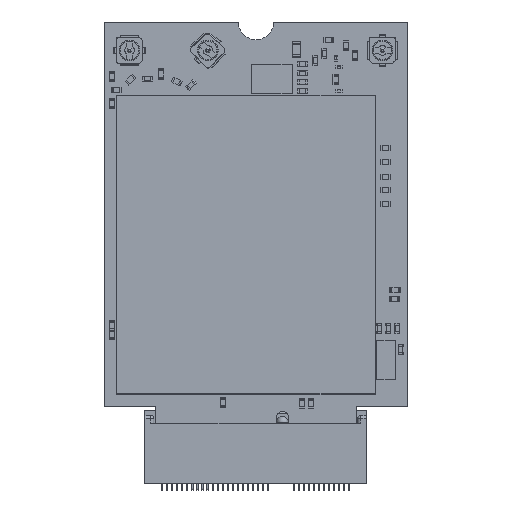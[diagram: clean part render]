
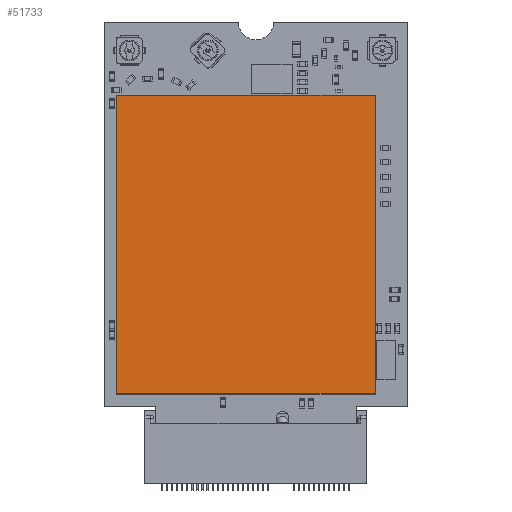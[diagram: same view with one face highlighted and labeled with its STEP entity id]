
A CAD part, top view. The second image highlights one B-rep face of the part: STEP entity #51733.
In plain terms, the highlighted planar face has unit normal (0, 0, 1).
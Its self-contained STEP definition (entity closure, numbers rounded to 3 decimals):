
#3027=PLANE('',#57536);
#6074=FACE_OUTER_BOUND('',#9835,.T.);
#9835=EDGE_LOOP('',(#45835,#45836,#45837,#45838));
#14162=LINE('',#87562,#18531);
#14165=LINE('',#87568,#18534);
#14168=LINE('',#87574,#18537);
#14171=LINE('',#87578,#18540);
#18531=VECTOR('',#72998,10.);
#18534=VECTOR('',#73003,10.);
#18537=VECTOR('',#73008,10.);
#18540=VECTOR('',#73013,10.);
#25501=VERTEX_POINT('',#87559);
#25502=VERTEX_POINT('',#87561);
#25504=VERTEX_POINT('',#87567);
#25506=VERTEX_POINT('',#87573);
#32283=EDGE_CURVE('',#25502,#25501,#14162,.T.);
#32286=EDGE_CURVE('',#25504,#25502,#14165,.T.);
#32289=EDGE_CURVE('',#25506,#25504,#14168,.T.);
#32292=EDGE_CURVE('',#25501,#25506,#14171,.T.);
#45835=ORIENTED_EDGE('',*,*,#32292,.T.);
#45836=ORIENTED_EDGE('',*,*,#32289,.T.);
#45837=ORIENTED_EDGE('',*,*,#32286,.T.);
#45838=ORIENTED_EDGE('',*,*,#32283,.T.);
#51733=ADVANCED_FACE('',(#6074),#3027,.T.);
#57536=AXIS2_PLACEMENT_3D('',#87579,#73014,#73015);
#72998=DIRECTION('',(-1.,0.,0.));
#73003=DIRECTION('',(0.,1.,0.));
#73008=DIRECTION('',(1.,0.,0.));
#73013=DIRECTION('',(0.,-1.,0.));
#73014=DIRECTION('center_axis',(0.,0.,1.));
#73015=DIRECTION('ref_axis',(1.,0.,0.));
#87559=CARTESIAN_POINT('',(-13.77,34.77,3.5));
#87561=CARTESIAN_POINT('',(11.77,34.77,3.5));
#87562=CARTESIAN_POINT('',(11.77,34.77,3.5));
#87567=CARTESIAN_POINT('',(11.77,5.23,3.5));
#87568=CARTESIAN_POINT('',(11.77,5.23,3.5));
#87573=CARTESIAN_POINT('',(-13.77,5.23,3.5));
#87574=CARTESIAN_POINT('',(-13.77,5.23,3.5));
#87578=CARTESIAN_POINT('',(-13.77,34.77,3.5));
#87579=CARTESIAN_POINT('Origin',(-1.,20.,3.5));
